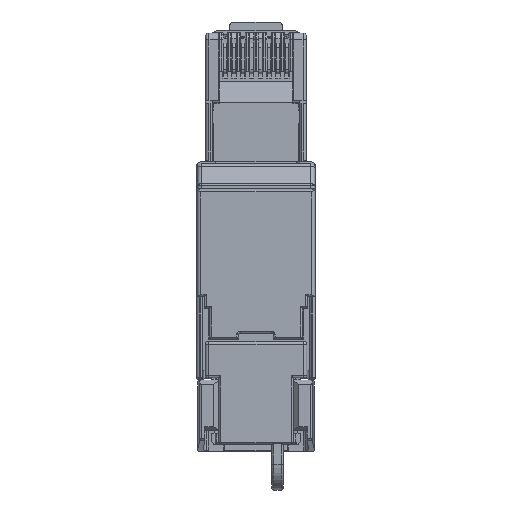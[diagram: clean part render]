
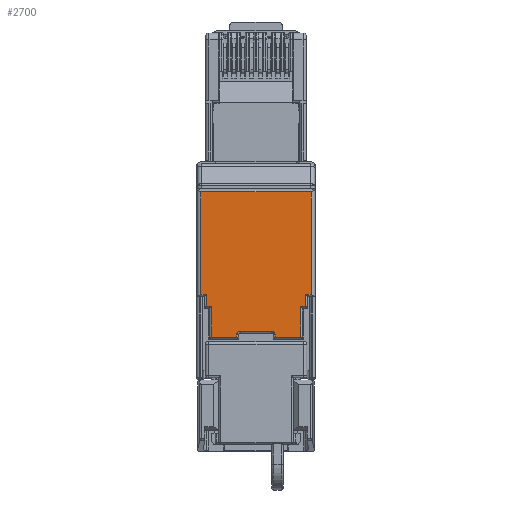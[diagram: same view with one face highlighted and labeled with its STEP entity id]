
A CAD part, top view. The second image highlights one B-rep face of the part: STEP entity #2700.
In plain terms, the highlighted planar face has unit normal (0, 0, 1).
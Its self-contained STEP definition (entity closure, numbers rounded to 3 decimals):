
#1484=B_SPLINE_CURVE_WITH_KNOTS('',3,(#56649,#56650,#56651,#56652,#56653,
#56654,#56655,#56656,#56657,#56658,#56659,#56660,#56661,#56662,#56663,#56664,
#56665,#56666,#56667),.UNSPECIFIED.,.F.,.F.,(4,1,1,1,1,1,1,1,1,1,1,1,1,
1,1,1,4),(0.,0.063,0.125,0.188,0.25,0.313,0.375,0.438,0.5,0.563,0.625,
0.688,0.75,0.813,0.875,0.938,1.),.UNSPECIFIED.);
#1485=B_SPLINE_CURVE_WITH_KNOTS('',3,(#56742,#56743,#56744,#56745,#56746,
#56747,#56748,#56749,#56750,#56751,#56752,#56753,#56754,#56755,#56756,#56757,
#56758,#56759,#56760),.UNSPECIFIED.,.F.,.F.,(4,1,1,1,1,1,1,1,1,1,1,1,1,
1,1,1,4),(0.,0.063,0.125,0.188,0.25,0.313,0.375,0.438,0.5,0.563,0.625,
0.688,0.75,0.813,0.875,0.938,1.),.UNSPECIFIED.);
#2700=ADVANCED_FACE('',(#5035),#3788,.T.);
#3788=PLANE('',#30219);
#5035=FACE_OUTER_BOUND('',#6594,.T.);
#6594=EDGE_LOOP('',(#13537,#13538,#13539,#13540,#13541,#13542,#13543,#13544,
#13545,#13546,#13547,#13548,#13549,#13550,#13551,#13552,#13553,#13554));
#13537=ORIENTED_EDGE('',*,*,#21873,.T.);
#13538=ORIENTED_EDGE('',*,*,#21871,.F.);
#13539=ORIENTED_EDGE('',*,*,#21904,.T.);
#13540=ORIENTED_EDGE('',*,*,#21905,.T.);
#13541=ORIENTED_EDGE('',*,*,#21903,.T.);
#13542=ORIENTED_EDGE('',*,*,#21900,.T.);
#13543=ORIENTED_EDGE('',*,*,#21898,.F.);
#13544=ORIENTED_EDGE('',*,*,#21896,.T.);
#13545=ORIENTED_EDGE('',*,*,#21894,.T.);
#13546=ORIENTED_EDGE('',*,*,#21892,.T.);
#13547=ORIENTED_EDGE('',*,*,#21890,.T.);
#13548=ORIENTED_EDGE('',*,*,#21888,.T.);
#13549=ORIENTED_EDGE('',*,*,#21886,.F.);
#13550=ORIENTED_EDGE('',*,*,#21884,.T.);
#13551=ORIENTED_EDGE('',*,*,#21882,.T.);
#13552=ORIENTED_EDGE('',*,*,#21880,.T.);
#13553=ORIENTED_EDGE('',*,*,#21878,.T.);
#13554=ORIENTED_EDGE('',*,*,#21876,.F.);
#18180=VERTEX_POINT('',#56505);
#18181=VERTEX_POINT('',#56507);
#18182=VERTEX_POINT('',#56524);
#18183=VERTEX_POINT('',#56542);
#18184=VERTEX_POINT('',#56559);
#18185=VERTEX_POINT('',#56579);
#18186=VERTEX_POINT('',#56599);
#18187=VERTEX_POINT('',#56613);
#18188=VERTEX_POINT('',#56627);
#18189=VERTEX_POINT('',#56646);
#18190=VERTEX_POINT('',#56668);
#18191=VERTEX_POINT('',#56739);
#18192=VERTEX_POINT('',#56761);
#18193=VERTEX_POINT('',#56832);
#18194=VERTEX_POINT('',#56851);
#18195=VERTEX_POINT('',#56865);
#18196=VERTEX_POINT('',#56895);
#18197=VERTEX_POINT('',#56899);
#21871=EDGE_CURVE('',#18180,#18181,#25180,.T.);
#21873=EDGE_CURVE('',#18182,#18181,#25181,.T.);
#21876=EDGE_CURVE('',#18182,#18183,#25183,.T.);
#21878=EDGE_CURVE('',#18184,#18183,#25184,.T.);
#21880=EDGE_CURVE('',#18185,#18184,#25185,.T.);
#21882=EDGE_CURVE('',#18186,#18185,#25186,.T.);
#21884=EDGE_CURVE('',#18187,#18186,#25187,.T.);
#21886=EDGE_CURVE('',#18187,#18188,#25188,.T.);
#21888=EDGE_CURVE('',#18189,#18188,#25189,.T.);
#21890=EDGE_CURVE('',#18190,#18189,#1484,.T.);
#21892=EDGE_CURVE('',#18191,#18190,#25190,.T.);
#21894=EDGE_CURVE('',#18192,#18191,#1485,.T.);
#21896=EDGE_CURVE('',#18193,#18192,#25191,.T.);
#21898=EDGE_CURVE('',#18193,#18194,#25192,.T.);
#21900=EDGE_CURVE('',#18195,#18194,#25193,.T.);
#21903=EDGE_CURVE('',#18196,#18195,#25194,.T.);
#21904=EDGE_CURVE('',#18180,#18197,#25195,.T.);
#21905=EDGE_CURVE('',#18197,#18196,#25196,.T.);
#25180=LINE('',#56506,#27986);
#25181=LINE('',#56523,#27987);
#25183=LINE('',#56541,#27989);
#25184=LINE('',#56558,#27990);
#25185=LINE('',#56578,#27991);
#25186=LINE('',#56598,#27992);
#25187=LINE('',#56612,#27993);
#25188=LINE('',#56626,#27994);
#25189=LINE('',#56645,#27995);
#25190=LINE('',#56738,#27996);
#25191=LINE('',#56831,#27997);
#25192=LINE('',#56850,#27998);
#25193=LINE('',#56864,#27999);
#25194=LINE('',#56896,#28000);
#25195=LINE('',#56898,#28001);
#25196=LINE('',#56900,#28002);
#27986=VECTOR('',#35938,1.);
#27987=VECTOR('',#35941,1.);
#27989=VECTOR('',#35945,1.);
#27990=VECTOR('',#35948,1.);
#27991=VECTOR('',#35951,1.);
#27992=VECTOR('',#35954,1.);
#27993=VECTOR('',#35957,1.);
#27994=VECTOR('',#35960,1.);
#27995=VECTOR('',#35963,1.);
#27996=VECTOR('',#35970,1.);
#27997=VECTOR('',#35977,1.);
#27998=VECTOR('',#35980,1.);
#27999=VECTOR('',#35983,1.);
#28000=VECTOR('',#35986,1.);
#28001=VECTOR('',#35989,1.);
#28002=VECTOR('',#35990,1.);
#30219=AXIS2_PLACEMENT_3D('',#56901,#35991,#35992);
#35938=DIRECTION('',(0.,1.,0.));
#35941=DIRECTION('',(-1.,0.,0.));
#35945=DIRECTION('',(0.,-1.,0.));
#35948=DIRECTION('',(1.,-0.002,0.));
#35951=DIRECTION('',(0.,1.,0.));
#35954=DIRECTION('',(1.,0.,0.));
#35957=DIRECTION('',(0.,1.,0.));
#35960=DIRECTION('',(-1.,0.,0.));
#35963=DIRECTION('',(0.,-1.,0.));
#35970=DIRECTION('',(1.,0.,0.));
#35977=DIRECTION('',(0.,1.,0.));
#35980=DIRECTION('',(-1.,0.,0.));
#35983=DIRECTION('',(0.,-1.,0.));
#35986=DIRECTION('',(1.,0.,0.));
#35989=DIRECTION('',(1.,0.002,0.));
#35990=DIRECTION('',(0.,-1.,0.));
#35991=DIRECTION('',(0.,0.,1.));
#35992=DIRECTION('',(0.,1.,0.));
#56505=CARTESIAN_POINT('',(-6.389,-29.385,9.3));
#56506=CARTESIAN_POINT('',(-6.389,-29.385,9.3));
#56507=CARTESIAN_POINT('',(-6.389,-17.5,9.3));
#56523=CARTESIAN_POINT('',(6.389,-17.5,9.3));
#56524=CARTESIAN_POINT('',(6.389,-17.5,9.3));
#56541=CARTESIAN_POINT('',(6.389,-17.5,9.3));
#56542=CARTESIAN_POINT('',(6.389,-29.385,9.3));
#56558=CARTESIAN_POINT('',(5.785,-29.384,9.3));
#56559=CARTESIAN_POINT('',(5.785,-29.384,9.3));
#56578=CARTESIAN_POINT('',(5.785,-30.783,9.3));
#56579=CARTESIAN_POINT('',(5.785,-30.783,9.3));
#56598=CARTESIAN_POINT('',(5.192,-30.783,9.3));
#56599=CARTESIAN_POINT('',(5.192,-30.783,9.3));
#56612=CARTESIAN_POINT('',(5.192,-34.37,9.3));
#56613=CARTESIAN_POINT('',(5.192,-34.37,9.3));
#56626=CARTESIAN_POINT('',(5.192,-34.37,9.3));
#56627=CARTESIAN_POINT('',(2.23,-34.37,9.3));
#56645=CARTESIAN_POINT('',(2.23,-34.082,9.3));
#56646=CARTESIAN_POINT('',(2.23,-34.082,9.3));
#56649=CARTESIAN_POINT('',(1.83,-33.683,9.3));
#56650=CARTESIAN_POINT('',(1.843,-33.683,9.3));
#56651=CARTESIAN_POINT('',(1.869,-33.684,9.3));
#56652=CARTESIAN_POINT('',(1.908,-33.69,9.3));
#56653=CARTESIAN_POINT('',(1.946,-33.699,9.3));
#56654=CARTESIAN_POINT('',(1.983,-33.712,9.3));
#56655=CARTESIAN_POINT('',(2.019,-33.729,9.3));
#56656=CARTESIAN_POINT('',(2.052,-33.749,9.3));
#56657=CARTESIAN_POINT('',(2.084,-33.773,9.3));
#56658=CARTESIAN_POINT('',(2.113,-33.799,9.3));
#56659=CARTESIAN_POINT('',(2.139,-33.828,9.3));
#56660=CARTESIAN_POINT('',(2.163,-33.86,9.3));
#56661=CARTESIAN_POINT('',(2.183,-33.894,9.3));
#56662=CARTESIAN_POINT('',(2.2,-33.929,9.3));
#56663=CARTESIAN_POINT('',(2.213,-33.966,9.3));
#56664=CARTESIAN_POINT('',(2.223,-34.004,9.3));
#56665=CARTESIAN_POINT('',(2.228,-34.043,9.3));
#56666=CARTESIAN_POINT('',(2.23,-34.069,9.3));
#56667=CARTESIAN_POINT('',(2.23,-34.082,9.3));
#56668=CARTESIAN_POINT('',(1.83,-33.683,9.3));
#56738=CARTESIAN_POINT('',(-1.83,-33.683,9.3));
#56739=CARTESIAN_POINT('',(-1.83,-33.683,9.3));
#56742=CARTESIAN_POINT('',(-2.23,-34.082,9.3));
#56743=CARTESIAN_POINT('',(-2.23,-34.069,9.3));
#56744=CARTESIAN_POINT('',(-2.228,-34.043,9.3));
#56745=CARTESIAN_POINT('',(-2.223,-34.004,9.3));
#56746=CARTESIAN_POINT('',(-2.213,-33.966,9.3));
#56747=CARTESIAN_POINT('',(-2.2,-33.929,9.3));
#56748=CARTESIAN_POINT('',(-2.183,-33.894,9.3));
#56749=CARTESIAN_POINT('',(-2.163,-33.86,9.3));
#56750=CARTESIAN_POINT('',(-2.139,-33.828,9.3));
#56751=CARTESIAN_POINT('',(-2.113,-33.799,9.3));
#56752=CARTESIAN_POINT('',(-2.084,-33.773,9.3));
#56753=CARTESIAN_POINT('',(-2.052,-33.749,9.3));
#56754=CARTESIAN_POINT('',(-2.019,-33.729,9.3));
#56755=CARTESIAN_POINT('',(-1.983,-33.712,9.3));
#56756=CARTESIAN_POINT('',(-1.946,-33.699,9.3));
#56757=CARTESIAN_POINT('',(-1.908,-33.69,9.3));
#56758=CARTESIAN_POINT('',(-1.869,-33.684,9.3));
#56759=CARTESIAN_POINT('',(-1.843,-33.683,9.3));
#56760=CARTESIAN_POINT('',(-1.83,-33.683,9.3));
#56761=CARTESIAN_POINT('',(-2.23,-34.082,9.3));
#56831=CARTESIAN_POINT('',(-2.23,-34.37,9.3));
#56832=CARTESIAN_POINT('',(-2.23,-34.37,9.3));
#56850=CARTESIAN_POINT('',(-2.23,-34.37,9.3));
#56851=CARTESIAN_POINT('',(-5.192,-34.37,9.3));
#56864=CARTESIAN_POINT('',(-5.192,-30.783,9.3));
#56865=CARTESIAN_POINT('',(-5.192,-30.783,9.3));
#56895=CARTESIAN_POINT('',(-5.785,-30.783,9.3));
#56896=CARTESIAN_POINT('',(-5.785,-30.783,9.3));
#56898=CARTESIAN_POINT('',(-6.389,-29.385,9.3));
#56899=CARTESIAN_POINT('',(-5.785,-29.384,9.3));
#56900=CARTESIAN_POINT('',(-5.785,-29.384,9.3));
#56901=CARTESIAN_POINT('',(-6.9,-17.3,9.3));
